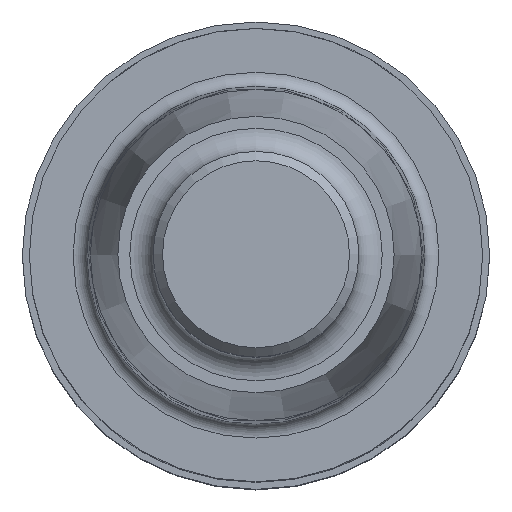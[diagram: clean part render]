
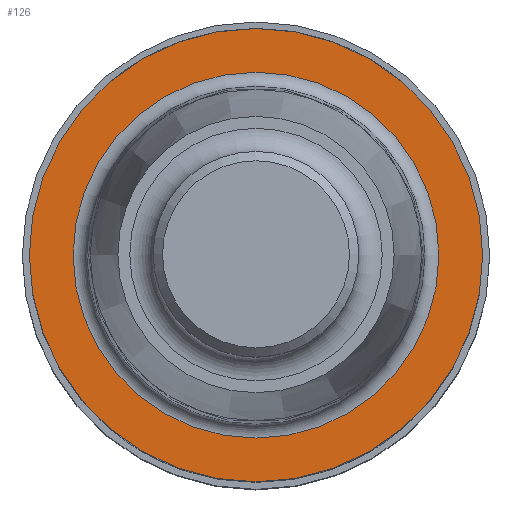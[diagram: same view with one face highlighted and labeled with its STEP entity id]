
A CAD part, top view. The second image highlights one B-rep face of the part: STEP entity #126.
In plain terms, the highlighted planar face has unit normal (0, 0, 1).
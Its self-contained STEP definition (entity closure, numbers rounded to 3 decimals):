
#89=PLANE('',#475);
#126=ADVANCED_FACE('',(#172,#173),#89,.T.);
#172=FACE_BOUND('',#205,.T.);
#173=FACE_BOUND('',#206,.T.);
#205=EDGE_LOOP('',(#263));
#206=EDGE_LOOP('',(#264));
#263=ORIENTED_EDGE('',*,*,#345,.T.);
#264=ORIENTED_EDGE('',*,*,#355,.F.);
#313=VERTEX_POINT('',#701);
#323=VERTEX_POINT('',#782);
#345=EDGE_CURVE('',#313,#313,#385,.T.);
#355=EDGE_CURVE('',#323,#323,#387,.T.);
#385=CIRCLE('',#466,3.914);
#387=CIRCLE('',#471,4.85);
#466=AXIS2_PLACEMENT_3D('',#700,#543,#544);
#471=AXIS2_PLACEMENT_3D('',#781,#555,#556);
#475=AXIS2_PLACEMENT_3D('',#860,#565,#566);
#543=DIRECTION('',(0.,0.,-1.));
#544=DIRECTION('',(-1.,0.,0.));
#555=DIRECTION('',(0.,0.,-1.));
#556=DIRECTION('',(-1.,0.,0.));
#565=DIRECTION('',(0.,0.,1.));
#566=DIRECTION('',(1.,0.,0.));
#700=CARTESIAN_POINT('',(0.,0.,0.));
#701=CARTESIAN_POINT('',(-3.914,0.,0.));
#781=CARTESIAN_POINT('',(0.,0.,0.));
#782=CARTESIAN_POINT('',(-4.85,0.,0.));
#860=CARTESIAN_POINT('',(0.,4.85,0.));
